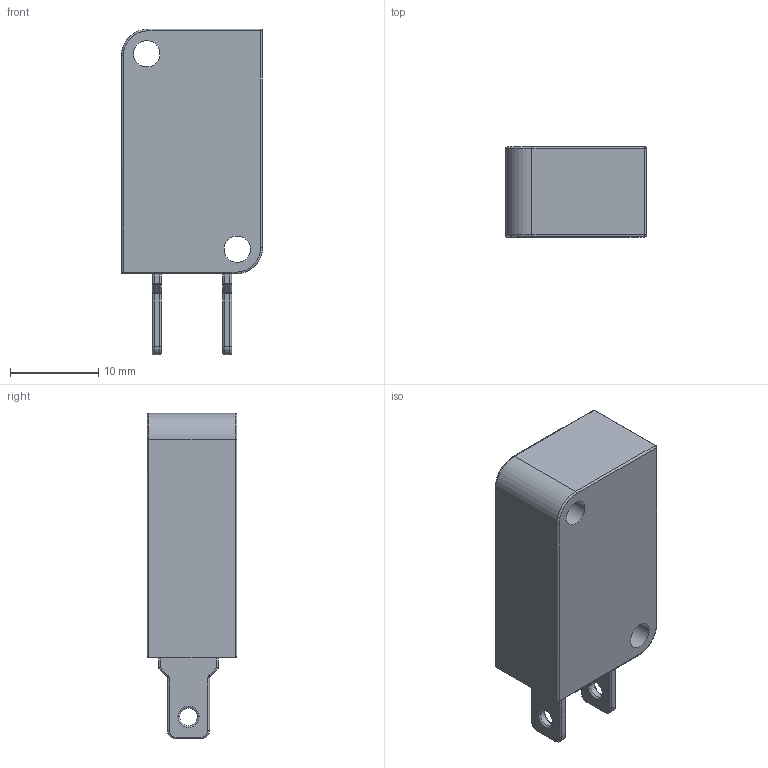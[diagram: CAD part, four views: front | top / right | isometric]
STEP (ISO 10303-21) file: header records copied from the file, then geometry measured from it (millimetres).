
FILE_DESCRIPTION((''),'2;1');
FILE_NAME('V3_E000573A','2006-01-03T',('Pepperl+Fuchs'),('Industriehansa'),'PRO/ENGINEER BY PARAMETRIC TECHNOLOGY CORPORATION, 2005290','PRO/ENGINEER BY PARAMETRIC TECHNOLOGY CORPORATION, 2005290','');
FILE_SCHEMA(('AUTOMOTIVE_DESIGN_CC2 { 1 2 10303 214 -1 1 5 2 }'));
Length unit declared in the file: millimetre
Products named in the file (1): V3_E000573A
Bounding box: 16 x 10.2 x 37 mm (x, y, z)
Volume: 4438.8 mm3; surface area: 2108.8 mm2
Topology: 1 solids, 1 shells, 121 faces, 326 edges, 216 vertices
Faces by surface type: cylinder 59, torus 28, plane 24, sphere 10
Entity records: 5961 total; most frequent: DIRECTION 734, CARTESIAN_POINT 618, ORIENTED_EDGE 542, PRESENTATION_STYLE_ASSIGNMENT 434, STYLED_ITEM 340, CURVE_STYLE 333, AXIS2_PLACEMENT_3D 288, EDGE_CURVE 271
